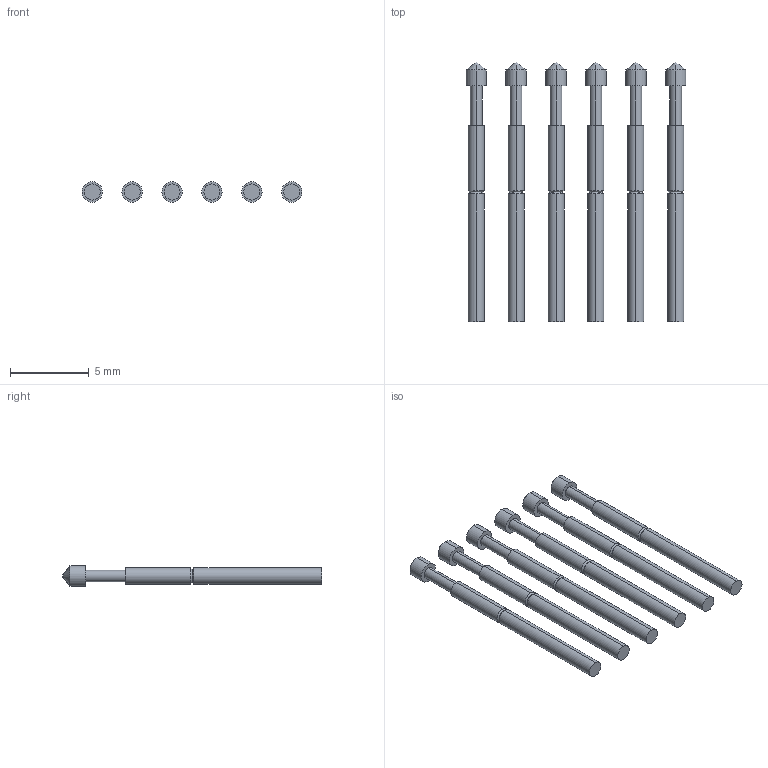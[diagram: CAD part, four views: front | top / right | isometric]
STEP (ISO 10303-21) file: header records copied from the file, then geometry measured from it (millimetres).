
FILE_DESCRIPTION(('FreeCAD Model'),'2;1');
FILE_NAME('Open CASCADE Shape Model','2025-12-24T18:45:31',('FreeCAD'),( 'FreeCAD'),'Open CASCADE STEP processor 7.8','FreeCAD','Unknown');
FILE_SCHEMA(('AUTOMOTIVE_DESIGN { 1 0 10303 214 1 1 1 1 }'));
Length unit declared in the file: millimetre
Products named in the file (1): Open CASCADE STEP translator 7.8 2
Bounding box: 14 x 16.54 x 1.3 mm (x, y, z)
Volume: 141.1 mm3; surface area: 594 mm2
Topology: 11 solids, 11 shells, 187 faces, 374 edges, 209 vertices
Faces by surface type: cylinder 88, cone 66, plane 33
Entity records: 4658 total; most frequent: DIRECTION 926, CARTESIAN_POINT 749, ORIENTED_EDGE 704, AXIS2_PLACEMENT_3D 386, EDGE_CURVE 352, FACE_BOUND 209, EDGE_LOOP 209, VERTEX_POINT 209
